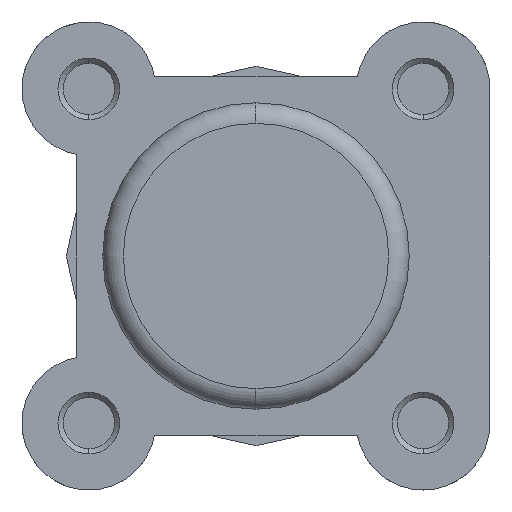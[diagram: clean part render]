
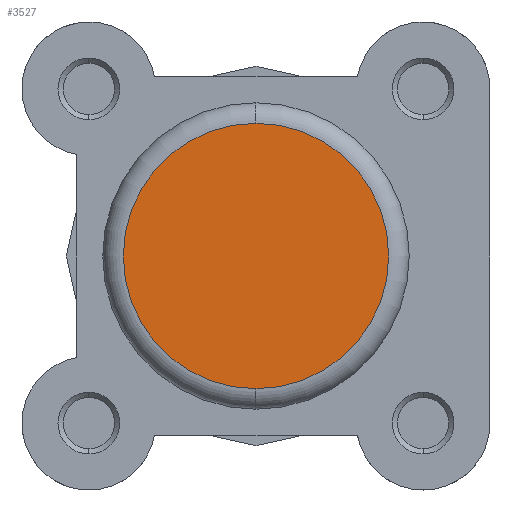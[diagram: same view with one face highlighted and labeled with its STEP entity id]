
A CAD part, left-side view. The second image highlights one B-rep face of the part: STEP entity #3527.
In plain terms, the highlighted planar face has unit normal (-1, 0, 0).
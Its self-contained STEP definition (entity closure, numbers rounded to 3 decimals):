
#178 = VERTEX_POINT ( 'NONE', #3612 ) ;
#371 = VERTEX_POINT ( 'NONE', #3711 ) ;
#622 = FACE_OUTER_BOUND ( 'NONE', #2937, .T. ) ;
#1117 = CIRCLE ( 'NONE', #5669, 12.9 ) ;
#1199 = CIRCLE ( 'NONE', #5701, 12.9 ) ;
#2595 = CARTESIAN_POINT ( 'NONE',  ( 0., 0., 0. ) ) ;
#2596 = DIRECTION ( 'NONE',  ( -1., 0., 0. ) ) ;
#2597 = DIRECTION ( 'NONE',  ( 0., 0., -1. ) ) ;
#2737 = CARTESIAN_POINT ( 'NONE',  ( 0., 0., 0. ) ) ;
#2744 = DIRECTION ( 'NONE',  ( -1., 0., 0. ) ) ;
#2745 = DIRECTION ( 'NONE',  ( 0., 0., -1. ) ) ;
#2937 = EDGE_LOOP ( 'NONE', ( #3195, #3194 ) ) ;
#3194 = ORIENTED_EDGE ( 'NONE', *, *, #5183, .T. ) ;
#3195 = ORIENTED_EDGE ( 'NONE', *, *, #5240, .T. ) ;
#3527 = ADVANCED_FACE ( 'NONE', ( #622 ), #4456, .F. ) ;
#3612 = CARTESIAN_POINT ( 'NONE',  ( 0., 0., 12.9 ) ) ;
#3711 = CARTESIAN_POINT ( 'NONE',  ( 0., 0., -12.9 ) ) ;
#4455 = CARTESIAN_POINT ( 'NONE',  ( 0., 0., 0. ) ) ;
#4456 = PLANE ( 'NONE',  #5496 ) ;
#4457 = DIRECTION ( 'NONE',  ( 1., 0., 0. ) ) ;
#4458 = DIRECTION ( 'NONE',  ( 0., 0., -1. ) ) ;
#5183 = EDGE_CURVE ( 'NONE', #178, #371, #1117, .T. ) ;
#5240 = EDGE_CURVE ( 'NONE', #371, #178, #1199, .T. ) ;
#5496 = AXIS2_PLACEMENT_3D ( 'NONE', #4455, #4457, #4458 ) ;
#5669 = AXIS2_PLACEMENT_3D ( 'NONE', #2595, #2596, #2597 ) ;
#5701 = AXIS2_PLACEMENT_3D ( 'NONE', #2737, #2744, #2745 ) ;
